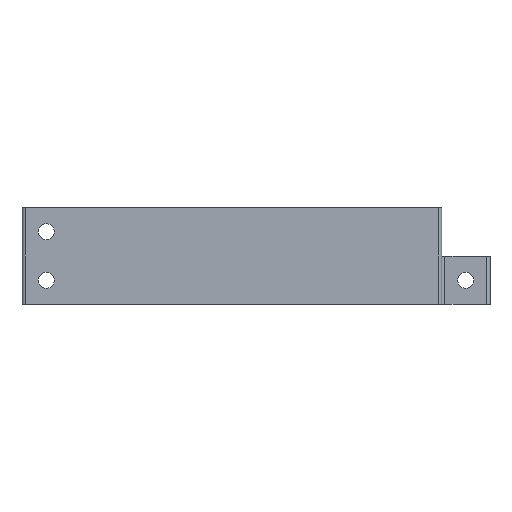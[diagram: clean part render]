
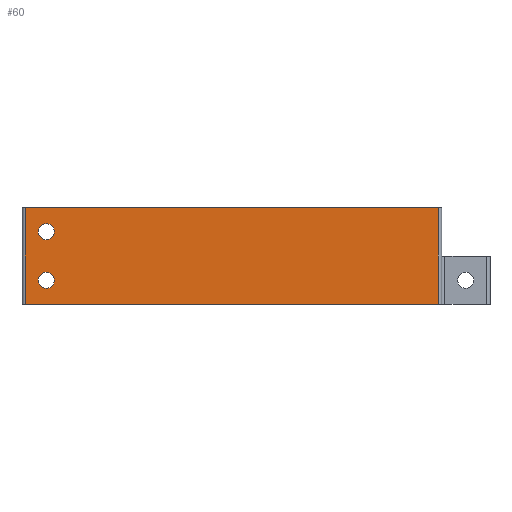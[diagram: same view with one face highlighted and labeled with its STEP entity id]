
A CAD part, left-side view. The second image highlights one B-rep face of the part: STEP entity #60.
In plain terms, the highlighted planar face has unit normal (-1, 0, 0).
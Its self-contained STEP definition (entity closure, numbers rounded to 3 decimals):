
#60=ADVANCED_FACE('',(#195,#197,#199),#201,.T.);
#195=FACE_BOUND('',#196,.T.);
#196=EDGE_LOOP('',(#520,#521,#522,#523));
#197=FACE_BOUND('',#198,.T.);
#198=EDGE_LOOP('',(#524));
#199=FACE_BOUND('',#200,.T.);
#200=EDGE_LOOP('',(#525));
#201=PLANE('',#202);
#202=AXIS2_PLACEMENT_3D('',#203,#204,#205);
#203=CARTESIAN_POINT('',(-20.,65.,0.));
#204=DIRECTION('',(-1.,0.,0.));
#205=DIRECTION('',(0.,-1.,0.));
#520=ORIENTED_EDGE('',*,*,#732,.F.);
#521=ORIENTED_EDGE('',*,*,#683,.T.);
#522=ORIENTED_EDGE('',*,*,#733,.T.);
#523=ORIENTED_EDGE('',*,*,#734,.F.);
#524=ORIENTED_EDGE('',*,*,#735,.T.);
#525=ORIENTED_EDGE('',*,*,#736,.T.);
#683=EDGE_CURVE('',#819,#817,#820,.T.);
#732=EDGE_CURVE('',#819,#904,#905,.T.);
#733=EDGE_CURVE('',#817,#906,#907,.T.);
#734=EDGE_CURVE('',#904,#906,#908,.T.);
#735=EDGE_CURVE('',#909,#909,#910,.F.);
#736=EDGE_CURVE('',#911,#911,#912,.F.);
#817=VERTEX_POINT('',#1062);
#819=VERTEX_POINT('',#1067);
#820=LINE('',#1068,#1069);
#904=VERTEX_POINT('',#1264);
#905=LINE('',#1265,#1266);
#906=VERTEX_POINT('',#1268);
#907=LINE('',#1269,#1270);
#908=LINE('',#1272,#1273);
#909=VERTEX_POINT('',#1275);
#910=CIRCLE('',#1276,2.5);
#911=VERTEX_POINT('',#1280);
#912=CIRCLE('',#1281,2.5);
#1062=CARTESIAN_POINT('',(-20.,-64.,0.));
#1067=CARTESIAN_POINT('',(-20.,64.,0.));
#1068=CARTESIAN_POINT('',(-20.,64.,0.));
#1069=VECTOR('',#1070,1.);
#1070=DIRECTION('',(0.,-1.,0.));
#1264=CARTESIAN_POINT('',(-20.,64.,30.));
#1265=CARTESIAN_POINT('',(-20.,64.,0.));
#1266=VECTOR('',#1267,1.);
#1267=DIRECTION('',(0.,0.,1.));
#1268=CARTESIAN_POINT('',(-20.,-64.,30.));
#1269=CARTESIAN_POINT('',(-20.,-64.,0.));
#1270=VECTOR('',#1271,1.);
#1271=DIRECTION('',(0.,0.,1.));
#1272=CARTESIAN_POINT('',(-20.,64.,30.));
#1273=VECTOR('',#1274,1.);
#1274=DIRECTION('',(0.,-1.,0.));
#1275=CARTESIAN_POINT('',(-20.,55.,22.5));
#1276=AXIS2_PLACEMENT_3D('',#1277,#1278,#1279);
#1277=CARTESIAN_POINT('',(-20.,57.5,22.5));
#1278=DIRECTION('',(-1.,0.,0.));
#1279=DIRECTION('',(0.,-1.,0.));
#1280=CARTESIAN_POINT('',(-20.,55.,7.5));
#1281=AXIS2_PLACEMENT_3D('',#1282,#1283,#1284);
#1282=CARTESIAN_POINT('',(-20.,57.5,7.5));
#1283=DIRECTION('',(-1.,0.,0.));
#1284=DIRECTION('',(0.,-1.,0.));
